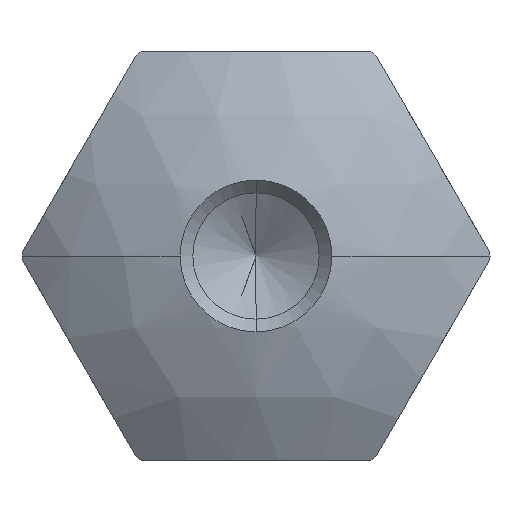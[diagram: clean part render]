
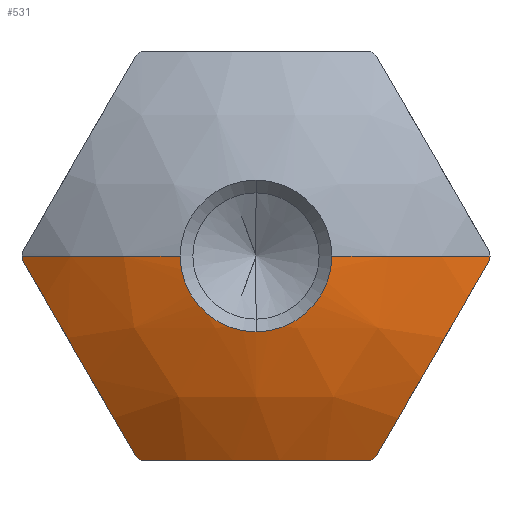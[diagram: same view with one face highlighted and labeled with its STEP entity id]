
A CAD part, front view. The second image highlights one B-rep face of the part: STEP entity #531.
In plain terms, the highlighted spherical face has radius 20 mm.
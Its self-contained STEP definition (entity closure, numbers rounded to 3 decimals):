
#53 = DIRECTION ( 'NONE',  ( 0.866, 0., -0.5 ) ) ;
#68 = DIRECTION ( 'NONE',  ( 0., 0., -1. ) ) ;
#77 = DIRECTION ( 'NONE',  ( 0., -1., 0. ) ) ;
#80 = DIRECTION ( 'NONE',  ( 0., 0., -1. ) ) ;
#82 = CARTESIAN_POINT ( 'NONE',  ( 0., -12.936, 0. ) ) ;
#85 = EDGE_CURVE ( 'NONE', #1119, #356, #326, .T. ) ;
#93 = DIRECTION ( 'NONE',  ( 0., 1., 0. ) ) ;
#100 = AXIS2_PLACEMENT_3D ( 'NONE', #426, #423, #324 ) ;
#138 = CIRCLE ( 'NONE', #100, 20. ) ;
#153 = VERTEX_POINT ( 'NONE', #306 ) ;
#169 = CARTESIAN_POINT ( 'NONE',  ( 0., 2.596, 0. ) ) ;
#191 = AXIS2_PLACEMENT_3D ( 'NONE', #209, #884, #309 ) ;
#209 = CARTESIAN_POINT ( 'NONE',  ( -9.526, 2.596, -5.5 ) ) ;
#222 = EDGE_CURVE ( 'NONE', #1119, #1045, #233, .T. ) ;
#226 = CARTESIAN_POINT ( 'NONE',  ( 6.145, -12.936, -11. ) ) ;
#233 = CIRCLE ( 'NONE', #394, 20. ) ;
#238 = CARTESIAN_POINT ( 'NONE',  ( 6.454, -12.936, -10.822 ) ) ;
#240 = DIRECTION ( 'NONE',  ( 0., 0., -1. ) ) ;
#269 = DIRECTION ( 'NONE',  ( -1., 0., 0. ) ) ;
#283 = ORIENTED_EDGE ( 'NONE', *, *, #422, .T. ) ;
#286 = EDGE_CURVE ( 'NONE', #861, #153, #1249, .T. ) ;
#295 = CARTESIAN_POINT ( 'NONE',  ( 0., -12.936, 0. ) ) ;
#302 = FACE_OUTER_BOUND ( 'NONE', #646, .T. ) ;
#306 = CARTESIAN_POINT ( 'NONE',  ( 0., -16.983, -4.083 ) ) ;
#309 = DIRECTION ( 'NONE',  ( -0.5, 0., 0.866 ) ) ;
#318 = VERTEX_POINT ( 'NONE', #330 ) ;
#324 = DIRECTION ( 'NONE',  ( -1., 0., 0. ) ) ;
#326 = CIRCLE ( 'NONE', #931, 12.6 ) ;
#330 = CARTESIAN_POINT ( 'NONE',  ( 12.6, -12.936, 0. ) ) ;
#356 = VERTEX_POINT ( 'NONE', #434 ) ;
#368 = ORIENTED_EDGE ( 'NONE', *, *, #890, .F. ) ;
#388 = CIRCLE ( 'NONE', #991, 16.703 ) ;
#390 = ORIENTED_EDGE ( 'NONE', *, *, #286, .T. ) ;
#394 = AXIS2_PLACEMENT_3D ( 'NONE', #992, #988, #985 ) ;
#396 = DIRECTION ( 'NONE',  ( 0., 0., -1. ) ) ;
#422 = EDGE_CURVE ( 'NONE', #318, #861, #138, .T. ) ;
#423 = DIRECTION ( 'NONE',  ( 0., 0., -1. ) ) ;
#426 = CARTESIAN_POINT ( 'NONE',  ( 0., 2.596, 0. ) ) ;
#434 = CARTESIAN_POINT ( 'NONE',  ( -12.599, -12.936, -0.178 ) ) ;
#454 = ORIENTED_EDGE ( 'NONE', *, *, #1229, .F. ) ;
#463 = CARTESIAN_POINT ( 'NONE',  ( 12.599, -12.936, -0.178 ) ) ;
#485 = EDGE_CURVE ( 'NONE', #966, #318, #1109, .T. ) ;
#513 = CIRCLE ( 'NONE', #1084, 12.6 ) ;
#518 = ORIENTED_EDGE ( 'NONE', *, *, #1157, .T. ) ;
#531 = ADVANCED_FACE ( 'NONE', ( #302 ), #790, .T. ) ;
#536 = DIRECTION ( 'NONE',  ( 0., 0., 1. ) ) ;
#543 = DIRECTION ( 'NONE',  ( 0., 1., 0. ) ) ;
#546 = CARTESIAN_POINT ( 'NONE',  ( 0., -16.983, 0. ) ) ;
#562 = CARTESIAN_POINT ( 'NONE',  ( 0., -12.936, 0. ) ) ;
#566 = AXIS2_PLACEMENT_3D ( 'NONE', #1146, #1039, #240 ) ;
#570 = CARTESIAN_POINT ( 'NONE',  ( -4.083, -16.983, 0. ) ) ;
#593 = CIRCLE ( 'NONE', #1133, 12.6 ) ;
#607 = CIRCLE ( 'NONE', #693, 16.703 ) ;
#646 = EDGE_LOOP ( 'NONE', ( #1200, #283, #390, #518, #918, #1233, #454, #913, #937, #1139, #368 ) ) ;
#648 = CARTESIAN_POINT ( 'NONE',  ( 9.526, 2.596, -5.5 ) ) ;
#650 = CIRCLE ( 'NONE', #1197, 4.083 ) ;
#655 = DIRECTION ( 'NONE',  ( 0., 0., -1. ) ) ;
#670 = CARTESIAN_POINT ( 'NONE',  ( 0., 2.596, -11. ) ) ;
#678 = CARTESIAN_POINT ( 'NONE',  ( 0., -16.983, 0. ) ) ;
#693 = AXIS2_PLACEMENT_3D ( 'NONE', #648, #53, #740 ) ;
#740 = DIRECTION ( 'NONE',  ( -0.5, 0., -0.866 ) ) ;
#754 = AXIS2_PLACEMENT_3D ( 'NONE', #169, #850, #269 ) ;
#758 = VERTEX_POINT ( 'NONE', #226 ) ;
#769 = DIRECTION ( 'NONE',  ( -1., 0., 0. ) ) ;
#776 = DIRECTION ( 'NONE',  ( 0., 0., 1. ) ) ;
#779 = AXIS2_PLACEMENT_3D ( 'NONE', #546, #543, #536 ) ;
#780 = CIRCLE ( 'NONE', #191, 16.703 ) ;
#790 = SPHERICAL_SURFACE ( 'NONE', #754, 20. ) ;
#810 = VERTEX_POINT ( 'NONE', #238 ) ;
#833 = CARTESIAN_POINT ( 'NONE',  ( -6.454, -12.936, -10.822 ) ) ;
#850 = DIRECTION ( 'NONE',  ( 0., 0., -1. ) ) ;
#852 = VERTEX_POINT ( 'NONE', #833 ) ;
#861 = VERTEX_POINT ( 'NONE', #1021 ) ;
#863 = CARTESIAN_POINT ( 'NONE',  ( -6.145, -12.936, -11. ) ) ;
#884 = DIRECTION ( 'NONE',  ( -0.866, 0., -0.5 ) ) ;
#890 = EDGE_CURVE ( 'NONE', #966, #810, #607, .T. ) ;
#913 = ORIENTED_EDGE ( 'NONE', *, *, #1159, .T. ) ;
#918 = ORIENTED_EDGE ( 'NONE', *, *, #222, .F. ) ;
#931 = AXIS2_PLACEMENT_3D ( 'NONE', #82, #77, #68 ) ;
#937 = ORIENTED_EDGE ( 'NONE', *, *, #1088, .F. ) ;
#955 = EDGE_CURVE ( 'NONE', #758, #810, #513, .T. ) ;
#957 = CARTESIAN_POINT ( 'NONE',  ( -12.6, -12.936, 0. ) ) ;
#966 = VERTEX_POINT ( 'NONE', #463 ) ;
#969 = DIRECTION ( 'NONE',  ( 0., -1., 0. ) ) ;
#985 = DIRECTION ( 'NONE',  ( 1., 0., 0. ) ) ;
#988 = DIRECTION ( 'NONE',  ( 0., 0., 1. ) ) ;
#991 = AXIS2_PLACEMENT_3D ( 'NONE', #670, #80, #769 ) ;
#992 = CARTESIAN_POINT ( 'NONE',  ( 0., 2.596, 0. ) ) ;
#1021 = CARTESIAN_POINT ( 'NONE',  ( 4.083, -16.983, 0. ) ) ;
#1039 = DIRECTION ( 'NONE',  ( 0., -1., 0. ) ) ;
#1045 = VERTEX_POINT ( 'NONE', #570 ) ;
#1084 = AXIS2_PLACEMENT_3D ( 'NONE', #562, #1240, #655 ) ;
#1088 = EDGE_CURVE ( 'NONE', #758, #1118, #388, .T. ) ;
#1109 = CIRCLE ( 'NONE', #566, 12.6 ) ;
#1118 = VERTEX_POINT ( 'NONE', #863 ) ;
#1119 = VERTEX_POINT ( 'NONE', #957 ) ;
#1133 = AXIS2_PLACEMENT_3D ( 'NONE', #295, #969, #396 ) ;
#1139 = ORIENTED_EDGE ( 'NONE', *, *, #955, .T. ) ;
#1146 = CARTESIAN_POINT ( 'NONE',  ( 0., -12.936, 0. ) ) ;
#1157 = EDGE_CURVE ( 'NONE', #153, #1045, #650, .T. ) ;
#1159 = EDGE_CURVE ( 'NONE', #852, #1118, #593, .T. ) ;
#1197 = AXIS2_PLACEMENT_3D ( 'NONE', #678, #93, #776 ) ;
#1200 = ORIENTED_EDGE ( 'NONE', *, *, #485, .T. ) ;
#1229 = EDGE_CURVE ( 'NONE', #852, #356, #780, .T. ) ;
#1233 = ORIENTED_EDGE ( 'NONE', *, *, #85, .T. ) ;
#1240 = DIRECTION ( 'NONE',  ( 0., -1., 0. ) ) ;
#1249 = CIRCLE ( 'NONE', #779, 4.083 ) ;
